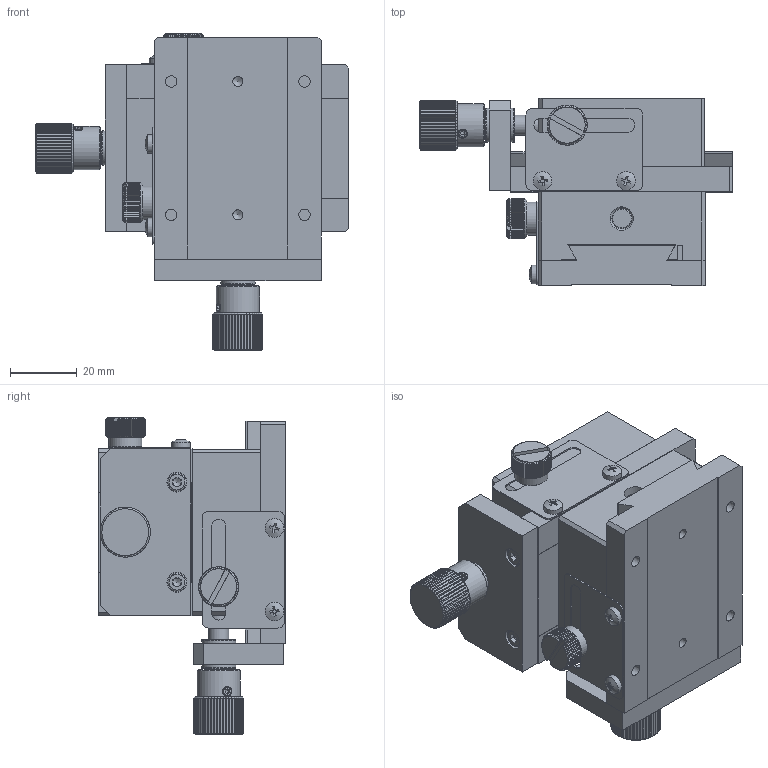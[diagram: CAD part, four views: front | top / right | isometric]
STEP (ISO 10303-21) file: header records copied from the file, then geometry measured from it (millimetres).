
FILE_DESCRIPTION (( 'STEP AP203' ), '1' );
FILE_NAME ('528824.STEP', '2024-10-15T10:08:50', ( 'Windows User' ), ( 'P R C' ), 'SwSTEP 2.0', 'SolidWorks 2020', '' );
FILE_SCHEMA (( 'CONFIG_CONTROL_DESIGN' ));
Length unit declared in the file: millimetre
Products named in the file (1): 528824
Bounding box: 94 x 56 x 95.2 mm (x, y, z)
Volume: 175232.6 mm3; surface area: 70986.2 mm2
Topology: 40 solids, 40 shells, 1810 faces, 4477 edges, 2809 vertices
Faces by surface type: plane 926, cone 449, cylinder 391, bspline 44
Full cylindrical faces by diameter (mm): 1.5 x4, 2.05 x12, 2.5 x36, 2.9 x8, 3 x22, 3.1 x4, 3.3 x4, 3.4 x14, 3.5 x2, 3.93 x12, 4 x20, 4.5 x8, 5 x8, 5.5 x4, 5.6 x4, 6 x8, 6.5 x10, 7 x2, 8.5 x2, 9 x6, 10 x2, 10.3 x4, 11 x4, 11.5 x2, 12 x1, 13 x2
Entity records: 65668 total; most frequent: CARTESIAN_POINT 27008, ORIENTED_EDGE 7932, DIRECTION 7544, EDGE_CURVE 3966, AXIS2_PLACEMENT_3D 3023, VERTEX_POINT 2636, EDGE_LOOP 2254, FACE_OUTER_BOUND 1991
